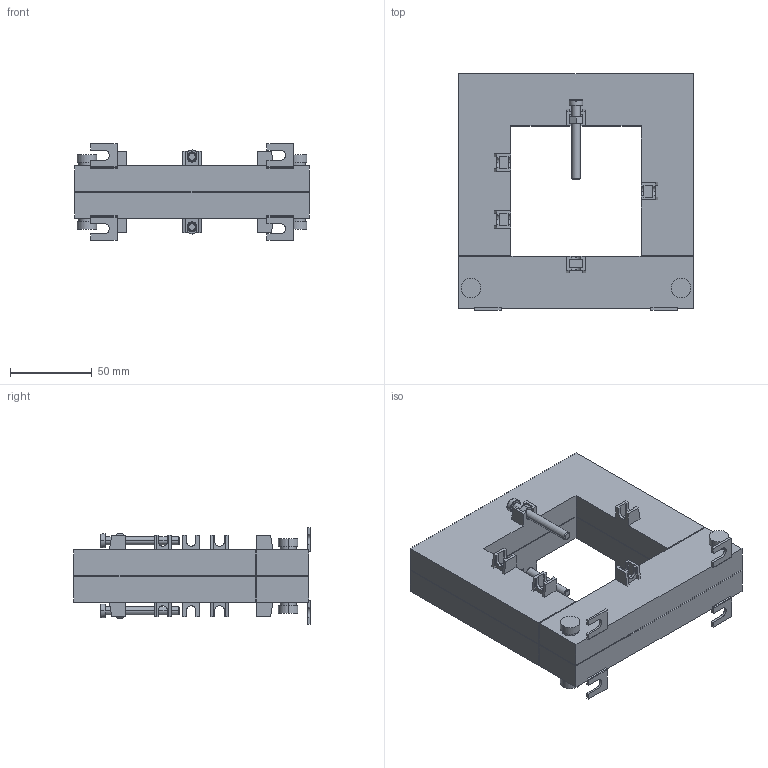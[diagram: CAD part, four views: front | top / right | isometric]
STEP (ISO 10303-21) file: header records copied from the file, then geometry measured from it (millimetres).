
FILE_DESCRIPTION((''),'2;1');
FILE_NAME('TP88','2022-01-10T12:06:18',('esors'),(''),'CREO PARAMETRIC BY PTC INC, 2018260','CREO PARAMETRIC BY PTC INC, 2018260','');
FILE_SCHEMA(('AUTOMOTIVE_DESIGN { 1 0 10303 214 1 1 1 1 }'));
Length unit declared in the file: millimetre
Products named in the file (1): TP88
Bounding box: 144 x 145 x 59 mm (x, y, z)
Volume: 117715.8 mm3; surface area: 121046.2 mm2
Topology: 4 solids, 4 shells, 496 faces, 1356 edges, 880 vertices
Faces by surface type: plane 368, cylinder 84, cone 36, torus 8
Entity records: 17814 total; most frequent: CARTESIAN_POINT 3388, ORIENTED_EDGE 2712, DIRECTION 2524, COLOUR_RGB 1575, EDGE_CURVE 1356, VECTOR 1052, LINE 1052, VERTEX_POINT 880
